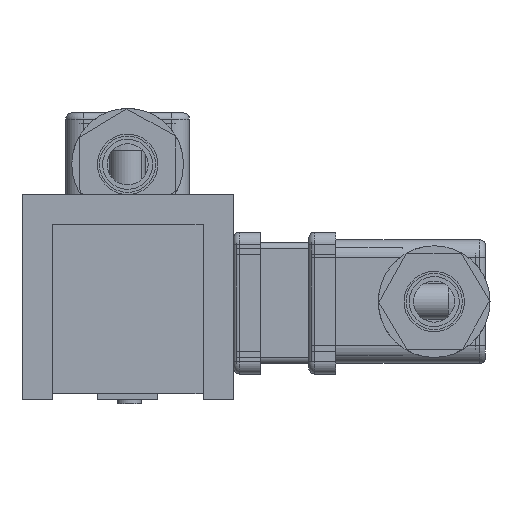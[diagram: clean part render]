
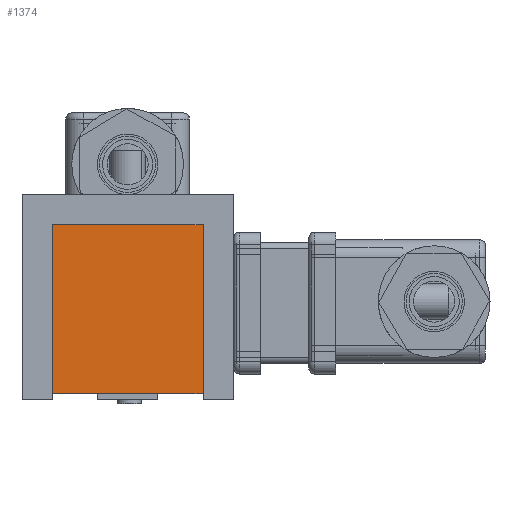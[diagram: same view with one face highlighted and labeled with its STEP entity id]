
A CAD part, front view. The second image highlights one B-rep face of the part: STEP entity #1374.
In plain terms, the highlighted planar face has unit normal (0, -1, 0).
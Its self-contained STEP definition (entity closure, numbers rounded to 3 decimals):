
#1374 = ADVANCED_FACE( '', ( #2878 ), #2879, .F. );
#2878 = FACE_OUTER_BOUND( '', #4569, .T. );
#2879 = PLANE( '', #4570 );
#4569 = EDGE_LOOP( '', ( #8401, #8402, #8403, #8404 ) );
#4570 = AXIS2_PLACEMENT_3D( '', #8405, #8406, #8407 );
#8401 = ORIENTED_EDGE( '', *, *, #10311, .F. );
#8402 = ORIENTED_EDGE( '', *, *, #10915, .F. );
#8403 = ORIENTED_EDGE( '', *, *, #9509, .F. );
#8404 = ORIENTED_EDGE( '', *, *, #10565, .F. );
#8405 = CARTESIAN_POINT( '', ( 12.5, -424.9, -16. ) );
#8406 = DIRECTION( '', ( 0., 1., 0. ) );
#8407 = DIRECTION( '', ( 0., 0., 1. ) );
#9509 = EDGE_CURVE( '', #11164, #11166, #11167, .T. );
#10311 = EDGE_CURVE( '', #12493, #12495, #12496, .T. );
#10565 = EDGE_CURVE( '', #12495, #11164, #12855, .T. );
#10915 = EDGE_CURVE( '', #11166, #12493, #13303, .T. );
#11164 = VERTEX_POINT( '', #13606 );
#11166 = VERTEX_POINT( '', #13609 );
#11167 = LINE( '', #13610, #13611 );
#12493 = VERTEX_POINT( '', #15783 );
#12495 = VERTEX_POINT( '', #15786 );
#12496 = LINE( '', #15787, #15788 );
#12855 = LINE( '', #16506, #16507 );
#13303 = LINE( '', #17322, #17323 );
#13606 = CARTESIAN_POINT( '', ( -12.5, -424.9, -16. ) );
#13609 = CARTESIAN_POINT( '', ( -12.5, -424.9, 12. ) );
#13610 = CARTESIAN_POINT( '', ( -12.5, -424.9, -16. ) );
#13611 = VECTOR( '', #17593, 1000. );
#15783 = CARTESIAN_POINT( '', ( 12.5, -424.9, 12. ) );
#15786 = CARTESIAN_POINT( '', ( 12.5, -424.9, -16. ) );
#15787 = CARTESIAN_POINT( '', ( 12.5, -424.9, 12. ) );
#15788 = VECTOR( '', #18234, 1000. );
#16506 = CARTESIAN_POINT( '', ( 12.5, -424.9, -16. ) );
#16507 = VECTOR( '', #18414, 1000. );
#17322 = CARTESIAN_POINT( '', ( -12.5, -424.9, 12. ) );
#17323 = VECTOR( '', #18633, 1000. );
#17593 = DIRECTION( '', ( 0., 0., 1. ) );
#18234 = DIRECTION( '', ( 0., 0., -1. ) );
#18414 = DIRECTION( '', ( -1., 0., 0. ) );
#18633 = DIRECTION( '', ( 1., 0., 0. ) );
